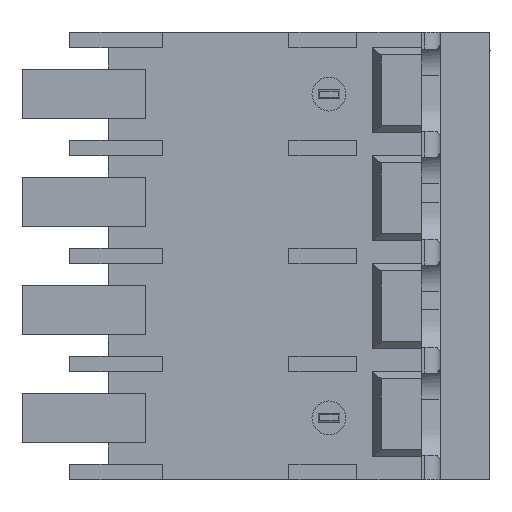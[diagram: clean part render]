
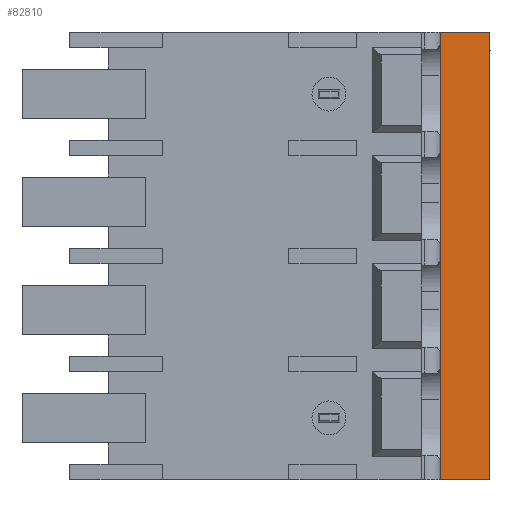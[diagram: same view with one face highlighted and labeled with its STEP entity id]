
A CAD part, front view. The second image highlights one B-rep face of the part: STEP entity #82810.
In plain terms, the highlighted face is planar.
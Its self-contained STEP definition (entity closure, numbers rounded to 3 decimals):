
#26180=CARTESIAN_POINT('',(-34.68,-40.895,2.125));
#26190=VERTEX_POINT('',#26180);
#26220=CARTESIAN_POINT('',(0.,-53.517,2.125));
#26230=DIRECTION('',(0.94,-0.342,
0.));
#26240=VECTOR('',#26230,1.);
#26250=LINE('',#26220,#26240);
#26260=CARTESIAN_POINT('',(-33.177,-41.442,
2.125));
#26270=VERTEX_POINT('',#26260);
#26280=EDGE_CURVE('',#26190,#26270,#26250,.T.);
#82370=CARTESIAN_POINT('',(-34.68,-40.895,-12.375))
;
#82380=VERTEX_POINT('',#82370);
#82410=CARTESIAN_POINT('',(-34.68,-40.895,0.));
#82420=DIRECTION('',(0.,0.,-1.));
#82430=VECTOR('',#82420,1.);
#82440=LINE('',#82410,#82430);
#82450=EDGE_CURVE('',#26190,#82380,#82440,.T.);
#82580=CARTESIAN_POINT('',(-34.071,-41.116,2.125));
#82590=DIRECTION('',(0.342,0.94,
0.));
#82600=DIRECTION('',(0.94,-0.342,
0.));
#82610=AXIS2_PLACEMENT_3D('',#82580,#82590,#82600);
#82620=PLANE('',#82610);
#82630=ORIENTED_EDGE('',*,*,#26280,.T.);
#82640=ORIENTED_EDGE('',*,*,#82450,.F.);
#82650=CARTESIAN_POINT('',(0.,-53.517,-12.375)
);
#82660=DIRECTION('',(-0.94,0.342,
0.));
#82670=VECTOR('',#82660,1.);
#82680=LINE('',#82650,#82670);
#82690=CARTESIAN_POINT('',(-33.177,-41.442,-12.375));
#82700=VERTEX_POINT('',#82690);
#82710=EDGE_CURVE('',#82700,#82380,#82680,.T.);
#82720=ORIENTED_EDGE('',*,*,#82710,.T.);
#82730=CARTESIAN_POINT('',(-33.177,-41.442,0.));
#82740=DIRECTION('',(0.,0.,1.));
#82750=VECTOR('',#82740,1.);
#82760=LINE('',#82730,#82750);
#82770=EDGE_CURVE('',#82700,#26270,#82760,.T.);
#82780=ORIENTED_EDGE('',*,*,#82770,.F.);
#82790=EDGE_LOOP('',(#82780,#82720,#82640,#82630));
#82800=FACE_OUTER_BOUND('',#82790,.T.);
#82810=ADVANCED_FACE('',(#82800),#82620,.T.);
